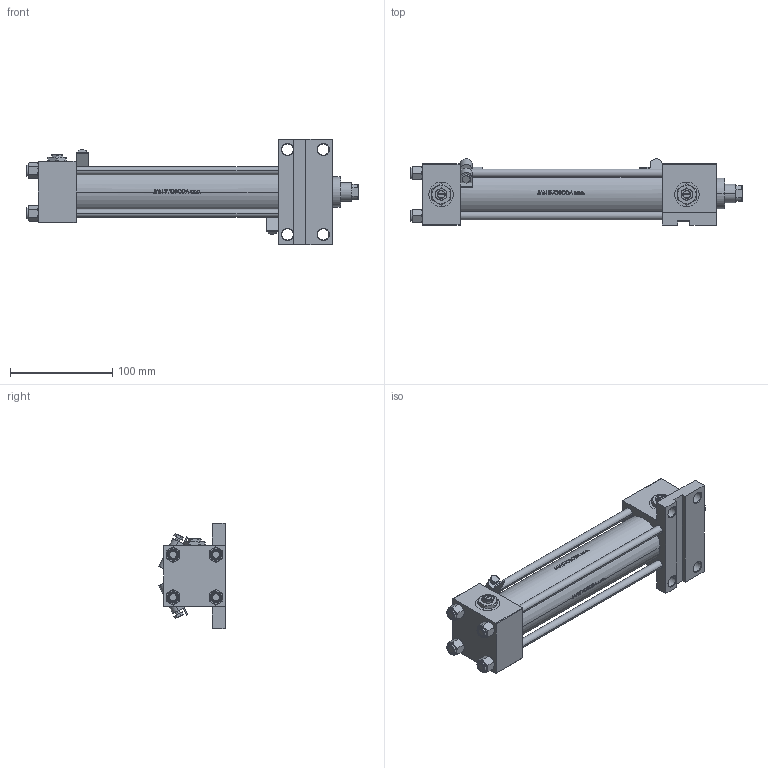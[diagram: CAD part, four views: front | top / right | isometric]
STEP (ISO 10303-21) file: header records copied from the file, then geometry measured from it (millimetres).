
FILE_DESCRIPTION (( 'STEP AP203' ), '1' );
FILE_NAME ('454e.STEP', '2023-08-23T02:01:04', ( '' ), ( '' ), 'SwSTEP 2.0', 'SolidWorks 2019', '' );
FILE_SCHEMA (( 'CONFIG_CONTROL_DESIGN' ));
Length unit declared in the file: millimetre
Products named in the file (8): V215CR_F_Body a54ceaedf31eddbc7f626c107cdd4279; MSRF_MSRG1 a54ceaedf31eddbc7f626c107cdd4279; 454e; Zatka_pro_OIL_PORT a54ceaedf31eddbc7f626c107cdd4279; V215CR_F_TYCINKA a54ceaedf31eddbc7f626c107cdd4279; V215_VC_A a54ceaedf31eddbc7f626c107cdd4279; V215CR_VCP_F a54ceaedf31eddbc7f626c107cdd4279; NUT_M5_F a54ceaedf31eddbc7f626c107cdd4279
Assembly tree (15 placements, depth 2):
  454e
    V215CR_F_Body a54ceaedf31eddbc7f626c107cdd4279
    V215CR_VCP_F a54ceaedf31eddbc7f626c107cdd4279
    V215CR_F_TYCINKA a54ceaedf31eddbc7f626c107cdd4279  x4
    NUT_M5_F a54ceaedf31eddbc7f626c107cdd4279  x4
    V215_VC_A a54ceaedf31eddbc7f626c107cdd4279
    MSRF_MSRG1 a54ceaedf31eddbc7f626c107cdd4279  x2
    Zatka_pro_OIL_PORT a54ceaedf31eddbc7f626c107cdd4279  x2
Bounding box: 325 x 64.97 x 103 mm (x, y, z)
Volume: 547958.7 mm3; surface area: 178577.8 mm2
Topology: 15 solids, 15 shells, 1279 faces, 3228 edges, 2080 vertices
Faces by surface type: plane 520, bspline 380, cone 194, cylinder 177, torus 8
Entity records: 51700 total; most frequent: CARTESIAN_POINT 27042, ORIENTED_EDGE 5606, DIRECTION 3598, EDGE_CURVE 2803, VERTEX_POINT 1830, VECTOR 1418, LINE 1418, EDGE_LOOP 1205
